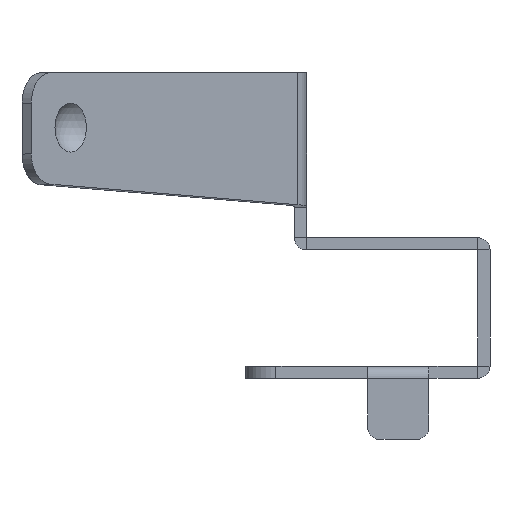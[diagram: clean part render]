
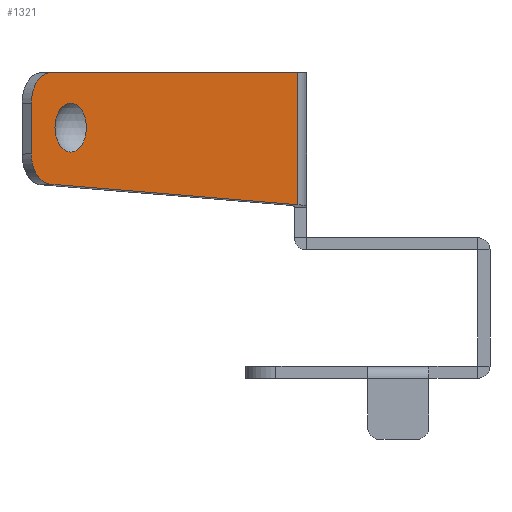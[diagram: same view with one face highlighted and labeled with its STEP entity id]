
A CAD part, left-side view. The second image highlights one B-rep face of the part: STEP entity #1321.
In plain terms, the highlighted planar face has unit normal (-0.643, -0.766, 0).
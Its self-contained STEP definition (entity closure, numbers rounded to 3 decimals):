
#19=FACE_BOUND('',#208,.T.);
#23=ELLIPSE('',#1436,0.5,0.5);
#56=PLANE('',#1435);
#123=FACE_OUTER_BOUND('',#207,.T.);
#207=EDGE_LOOP('',(#1053,#1054,#1055,#1056,#1057,#1058));
#208=EDGE_LOOP('',(#1059));
#327=LINE('',#2109,#465);
#330=LINE('',#2115,#468);
#331=LINE('',#2119,#469);
#332=LINE('',#2120,#470);
#465=VECTOR('',#1699,0.488);
#468=VECTOR('',#1704,10.);
#469=VECTOR('',#1707,10.);
#470=VECTOR('',#1708,10.);
#555=CIRCLE('',#1432,0.5);
#557=CIRCLE('',#1437,0.4);
#631=VERTEX_POINT('',#2099);
#632=VERTEX_POINT('',#2100);
#635=VERTEX_POINT('',#2108);
#637=VERTEX_POINT('',#2114);
#638=VERTEX_POINT('',#2116);
#639=VERTEX_POINT('',#2118);
#640=VERTEX_POINT('',#2121);
#777=EDGE_CURVE('',#631,#632,#555,.T.);
#781=EDGE_CURVE('',#632,#635,#327,.T.);
#784=EDGE_CURVE('',#637,#631,#330,.T.);
#785=EDGE_CURVE('',#638,#637,#23,.T.);
#786=EDGE_CURVE('',#638,#639,#331,.T.);
#787=EDGE_CURVE('',#639,#635,#332,.T.);
#788=EDGE_CURVE('',#640,#640,#557,.T.);
#1053=ORIENTED_EDGE('',*,*,#777,.F.);
#1054=ORIENTED_EDGE('',*,*,#784,.F.);
#1055=ORIENTED_EDGE('',*,*,#785,.F.);
#1056=ORIENTED_EDGE('',*,*,#786,.T.);
#1057=ORIENTED_EDGE('',*,*,#787,.T.);
#1058=ORIENTED_EDGE('',*,*,#781,.F.);
#1059=ORIENTED_EDGE('',*,*,#788,.F.);
#1321=ADVANCED_FACE('',(#123,#19),#56,.F.);
#1432=AXIS2_PLACEMENT_3D('',#2101,#1691,#1692);
#1435=AXIS2_PLACEMENT_3D('',#2113,#1702,#1703);
#1436=AXIS2_PLACEMENT_3D('',#2117,#1705,#1706);
#1437=AXIS2_PLACEMENT_3D('',#2122,#1709,#1710);
#1691=DIRECTION('center_axis',(0.643,0.766,0.));
#1692=DIRECTION('ref_axis',(-0.542,0.455,0.707));
#1699=DIRECTION('',(0.766,-0.643,0.));
#1702=DIRECTION('center_axis',(0.643,0.766,0.));
#1703=DIRECTION('ref_axis',(0.,0.,1.));
#1704=DIRECTION('',(0.,0.,1.));
#1705=DIRECTION('center_axis',(0.643,0.766,0.));
#1706=DIRECTION('ref_axis',(0.,0.,
-1.));
#1707=DIRECTION('',(0.765,-0.642,-0.053));
#1708=DIRECTION('',(0.,0.,1.));
#1709=DIRECTION('center_axis',(-0.643,-0.766,0.));
#1710=DIRECTION('ref_axis',(0.,0.,-1.));
#2099=CARTESIAN_POINT('',(-7.612,5.9,2.2));
#2100=CARTESIAN_POINT('',(-7.229,5.578,2.7));
#2101=CARTESIAN_POINT('Origin',(-7.229,5.578,2.2));
#2108=CARTESIAN_POINT('',(-2.417,1.54,2.7));
#2109=CARTESIAN_POINT('',(-1.243,0.555,2.7));
#2113=CARTESIAN_POINT('Origin',(-4.884,3.61,1.6));
#2114=CARTESIAN_POINT('',(-7.612,5.9,1.375));
#2115=CARTESIAN_POINT('',(-7.612,5.9,0.5));
#2116=CARTESIAN_POINT('',(-7.25,5.595,0.875));
#2117=CARTESIAN_POINT('Origin',(-7.229,5.578,1.375));
#2118=CARTESIAN_POINT('',(-2.417,1.54,0.539));
#2119=CARTESIAN_POINT('',(-5.162,3.843,0.73));
#2120=CARTESIAN_POINT('',(-2.417,1.54,1.6));
#2121=CARTESIAN_POINT('',(-6.846,5.257,2.2));
#2122=CARTESIAN_POINT('Origin',(-6.846,5.257,1.8));
